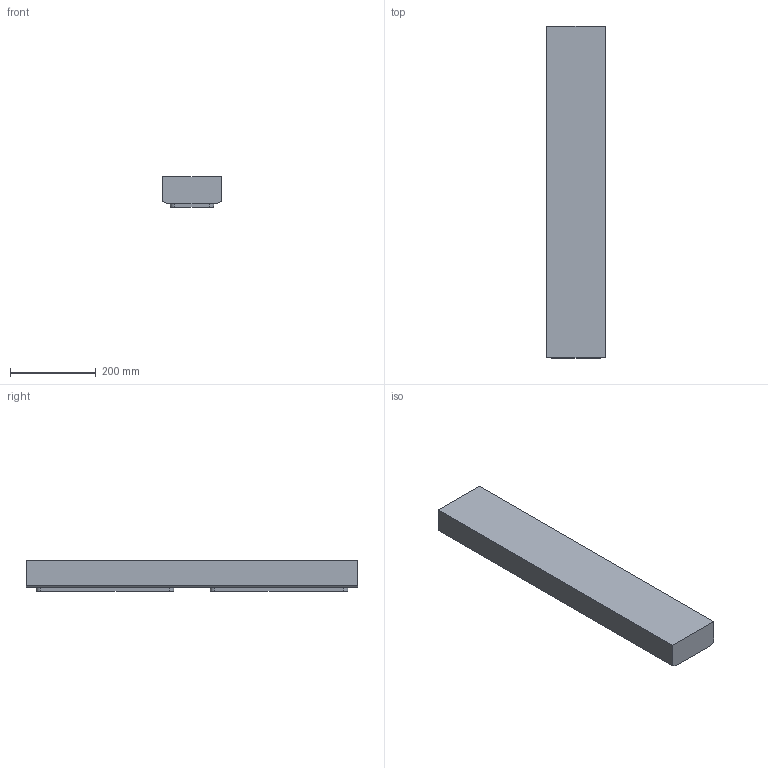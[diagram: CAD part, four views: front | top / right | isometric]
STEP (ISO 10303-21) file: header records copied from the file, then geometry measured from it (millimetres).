
FILE_DESCRIPTION(/* description */ (''),/* implementation_level */ '2;1');
FILE_NAME(/* name */ 'BRN-LO~1',/* time_stamp */ '2022-02-16T15:31:31+11:00',/* author */ (''),/* organization */ (''),/* preprocessor_version */ 'ST-DEVELOPER v16.5',/* originating_system */ '',/* authorisation */ '');
FILE_SCHEMA (('AUTOMOTIVE_DESIGN'));
Length unit declared in the file: millimetre
Products named in the file (1): Document
Bounding box: 136 x 774 x 72 mm (x, y, z)
Volume: 7170894.2 mm3; surface area: 332890.6 mm2
Topology: 1 solids, 1 shells, 26 faces, 66 edges, 44 vertices
Faces by surface type: plane 18, bspline 8
Entity records: 1625 total; most frequent: CARTESIAN_POINT 1172, ORIENTED_EDGE 132, EDGE_CURVE 66, B_SPLINE_CURVE_WITH_KNOTS 50, VERTEX_POINT 44, EDGE_LOOP 28, ADVANCED_FACE 26, FACE_OUTER_BOUND 26
